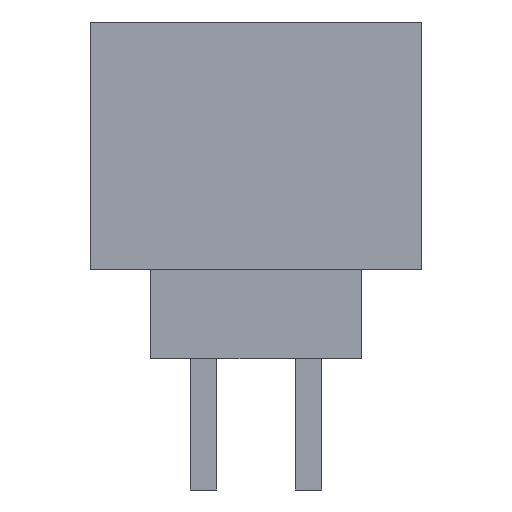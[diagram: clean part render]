
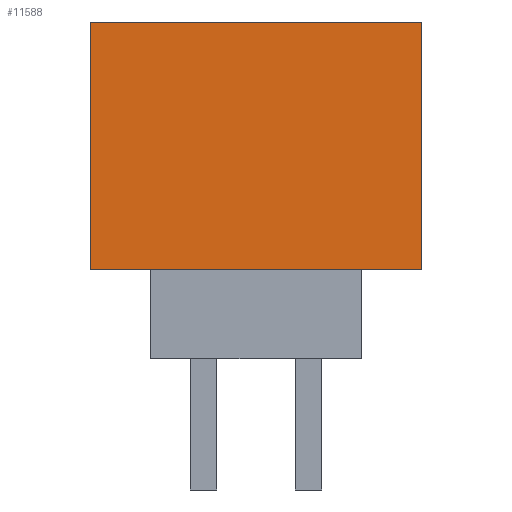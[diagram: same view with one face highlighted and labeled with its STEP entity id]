
A CAD part, left-side view. The second image highlights one B-rep face of the part: STEP entity #11588.
In plain terms, the highlighted planar face has unit normal (-1, 0, 0).
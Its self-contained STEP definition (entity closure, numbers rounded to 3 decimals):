
#110 = LINE ( 'NONE', #14206, #294 ) ;
#294 = VECTOR ( 'NONE', #11332, 1000. ) ;
#1614 = EDGE_LOOP ( 'NONE', ( #13495, #12601, #11293, #12708 ) ) ;
#2066 = DIRECTION ( 'NONE',  ( 0., 0., -1. ) ) ;
#3116 = VECTOR ( 'NONE', #2066, 1000. ) ;
#3691 = EDGE_CURVE ( 'NONE', #15141, #5455, #10106, .T. ) ;
#4987 = LINE ( 'NONE', #11804, #3116 ) ;
#5013 = DIRECTION ( 'NONE',  ( 0., 0., -1. ) ) ;
#5455 = VERTEX_POINT ( 'NONE', #7496 ) ;
#6289 = LINE ( 'NONE', #9044, #7924 ) ;
#6478 = CARTESIAN_POINT ( 'NONE',  ( -8.325, 3.15, 0. ) ) ;
#7496 = CARTESIAN_POINT ( 'NONE',  ( -8.325, -3.15, 4.7 ) ) ;
#7924 = VECTOR ( 'NONE', #14688, 1000. ) ;
#8834 = EDGE_CURVE ( 'NONE', #5455, #15420, #4987, .T. ) ;
#8960 = DIRECTION ( 'NONE',  ( 0., -1., 0. ) ) ;
#9044 = CARTESIAN_POINT ( 'NONE',  ( -8.325, -3.15, 0. ) ) ;
#10106 = LINE ( 'NONE', #16085, #17336 ) ;
#10230 = EDGE_CURVE ( 'NONE', #15141, #13848, #110, .T. ) ;
#10581 = CARTESIAN_POINT ( 'NONE',  ( -8.325, 3.15, 4.7 ) ) ;
#10936 = PLANE ( 'NONE',  #15744 ) ;
#11293 = ORIENTED_EDGE ( 'NONE', *, *, #3691, .F. ) ;
#11332 = DIRECTION ( 'NONE',  ( 0., 0., -1. ) ) ;
#11588 = ADVANCED_FACE ( 'NONE', ( #16451 ), #10936, .F. ) ;
#11804 = CARTESIAN_POINT ( 'NONE',  ( -8.325, -3.15, 4.7 ) ) ;
#12601 = ORIENTED_EDGE ( 'NONE', *, *, #8834, .F. ) ;
#12708 = ORIENTED_EDGE ( 'NONE', *, *, #10230, .T. ) ;
#13096 = CARTESIAN_POINT ( 'NONE',  ( -8.325, -3.15, 0. ) ) ;
#13495 = ORIENTED_EDGE ( 'NONE', *, *, #14622, .T. ) ;
#13848 = VERTEX_POINT ( 'NONE', #6478 ) ;
#14206 = CARTESIAN_POINT ( 'NONE',  ( -8.325, 3.15, 4.7 ) ) ;
#14622 = EDGE_CURVE ( 'NONE', #13848, #15420, #6289, .T. ) ;
#14688 = DIRECTION ( 'NONE',  ( 0., -1., 0. ) ) ;
#15141 = VERTEX_POINT ( 'NONE', #10581 ) ;
#15420 = VERTEX_POINT ( 'NONE', #13096 ) ;
#15744 = AXIS2_PLACEMENT_3D ( 'NONE', #17669, #16542, #5013 ) ;
#16085 = CARTESIAN_POINT ( 'NONE',  ( -8.325, -3.15, 4.7 ) ) ;
#16451 = FACE_OUTER_BOUND ( 'NONE', #1614, .T. ) ;
#16542 = DIRECTION ( 'NONE',  ( 1., 0., 0. ) ) ;
#17336 = VECTOR ( 'NONE', #8960, 1000. ) ;
#17669 = CARTESIAN_POINT ( 'NONE',  ( -8.325, -3.15, 4.7 ) ) ;
